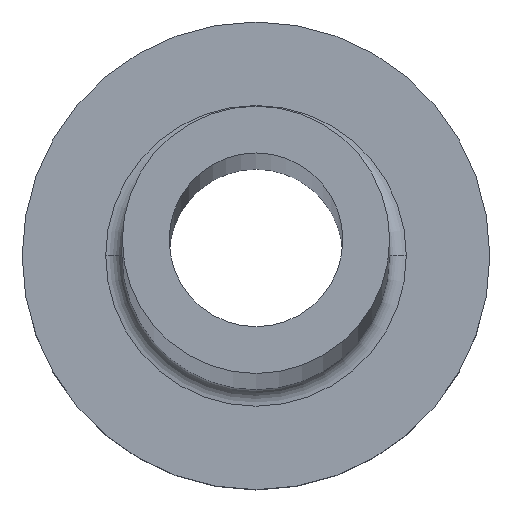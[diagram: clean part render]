
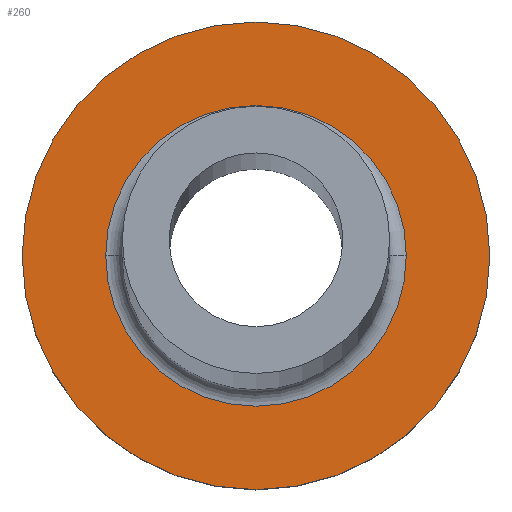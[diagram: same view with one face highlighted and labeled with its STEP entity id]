
A CAD part, top view. The second image highlights one B-rep face of the part: STEP entity #260.
In plain terms, the highlighted planar face has unit normal (0, 0, 1).
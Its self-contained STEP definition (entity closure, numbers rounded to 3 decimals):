
#15 = PLANE ( 'NONE',  #98 ) ;
#20 = ORIENTED_EDGE ( 'NONE', *, *, #342, .T. ) ;
#35 = CIRCLE ( 'NONE', #141, 4.5 ) ;
#70 = CARTESIAN_POINT ( 'NONE',  ( 0., 0., 5. ) ) ;
#75 = CARTESIAN_POINT ( 'NONE',  ( 0., 0., 5. ) ) ;
#78 = CARTESIAN_POINT ( 'NONE',  ( 0., 0., 5. ) ) ;
#89 = CIRCLE ( 'NONE', #153, 7. ) ;
#98 = AXIS2_PLACEMENT_3D ( 'NONE', #70, #181, #284 ) ;
#122 = CARTESIAN_POINT ( 'NONE',  ( 7., 0., 5. ) ) ;
#125 = CARTESIAN_POINT ( 'NONE',  ( 4.5, 0., 5. ) ) ;
#129 = DIRECTION ( 'NONE',  ( 0., 0., 1. ) ) ;
#130 = ORIENTED_EDGE ( 'NONE', *, *, #355, .T. ) ;
#141 = AXIS2_PLACEMENT_3D ( 'NONE', #78, #261, #314 ) ;
#146 = CIRCLE ( 'NONE', #172, 4.5 ) ;
#152 = CIRCLE ( 'NONE', #192, 7. ) ;
#153 = AXIS2_PLACEMENT_3D ( 'NONE', #312, #129, #373 ) ;
#168 = ORIENTED_EDGE ( 'NONE', *, *, #287, .T. ) ;
#172 = AXIS2_PLACEMENT_3D ( 'NONE', #75, #285, #379 ) ;
#179 = FACE_BOUND ( 'NONE', #265, .T. ) ;
#181 = DIRECTION ( 'NONE',  ( 0., 0., 1. ) ) ;
#187 = VERTEX_POINT ( 'NONE', #122 ) ;
#192 = AXIS2_PLACEMENT_3D ( 'NONE', #219, #337, #222 ) ;
#198 = VERTEX_POINT ( 'NONE', #125 ) ;
#207 = VERTEX_POINT ( 'NONE', #335 ) ;
#219 = CARTESIAN_POINT ( 'NONE',  ( 0., 0., 5. ) ) ;
#222 = DIRECTION ( 'NONE',  ( 1., 0., 0. ) ) ;
#225 = CARTESIAN_POINT ( 'NONE',  ( -4.5, 0., 5. ) ) ;
#238 = EDGE_CURVE ( 'NONE', #207, #187, #152, .T. ) ;
#242 = EDGE_LOOP ( 'NONE', ( #328, #130 ) ) ;
#260 = ADVANCED_FACE ( 'NONE', ( #179, #302 ), #15, .T. ) ;
#261 = DIRECTION ( 'NONE',  ( 0., 0., -1. ) ) ;
#265 = EDGE_LOOP ( 'NONE', ( #168, #20 ) ) ;
#284 = DIRECTION ( 'NONE',  ( 1., 0., 0. ) ) ;
#285 = DIRECTION ( 'NONE',  ( 0., 0., -1. ) ) ;
#287 = EDGE_CURVE ( 'NONE', #198, #354, #35, .T. ) ;
#302 = FACE_OUTER_BOUND ( 'NONE', #242, .T. ) ;
#312 = CARTESIAN_POINT ( 'NONE',  ( 0., 0., 5. ) ) ;
#314 = DIRECTION ( 'NONE',  ( 1., 0., 0. ) ) ;
#328 = ORIENTED_EDGE ( 'NONE', *, *, #238, .T. ) ;
#335 = CARTESIAN_POINT ( 'NONE',  ( -7., 0., 5. ) ) ;
#337 = DIRECTION ( 'NONE',  ( 0., 0., 1. ) ) ;
#342 = EDGE_CURVE ( 'NONE', #354, #198, #146, .T. ) ;
#354 = VERTEX_POINT ( 'NONE', #225 ) ;
#355 = EDGE_CURVE ( 'NONE', #187, #207, #89, .T. ) ;
#373 = DIRECTION ( 'NONE',  ( 1., 0., 0. ) ) ;
#379 = DIRECTION ( 'NONE',  ( 1., 0., 0. ) ) ;
